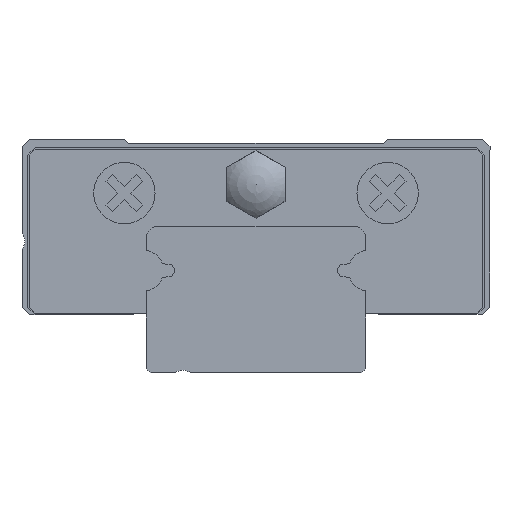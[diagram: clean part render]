
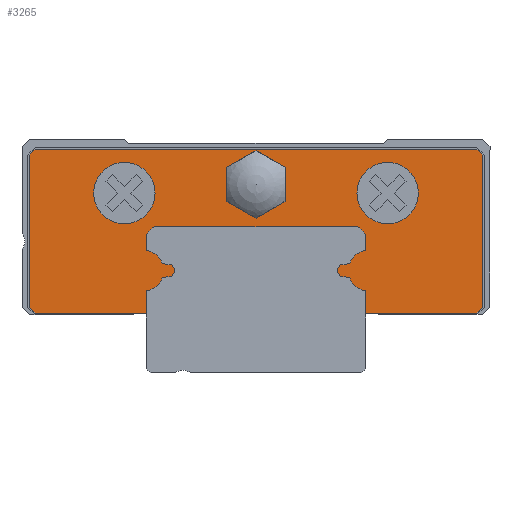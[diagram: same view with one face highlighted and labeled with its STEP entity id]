
A CAD part, front view. The second image highlights one B-rep face of the part: STEP entity #3265.
In plain terms, the highlighted planar face has unit normal (0, -1, 0).
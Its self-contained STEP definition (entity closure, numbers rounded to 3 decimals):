
#112=LINE('',#5842,#498);
#113=LINE('',#5845,#499);
#114=LINE('',#5847,#500);
#115=LINE('',#5849,#501);
#116=LINE('',#5851,#502);
#117=LINE('',#5853,#503);
#118=LINE('',#5855,#504);
#119=LINE('',#5859,#505);
#120=LINE('',#5863,#506);
#121=LINE('',#5867,#507);
#122=LINE('',#5871,#508);
#123=LINE('',#5875,#509);
#124=LINE('',#5879,#510);
#125=LINE('',#5883,#511);
#126=LINE('',#5887,#512);
#127=LINE('',#5889,#513);
#128=LINE('',#5891,#514);
#129=LINE('',#5893,#515);
#498=VECTOR('',#4922,1000.);
#499=VECTOR('',#4923,1000.);
#500=VECTOR('',#4924,1000.);
#501=VECTOR('',#4925,1000.);
#502=VECTOR('',#4926,1000.);
#503=VECTOR('',#4927,1000.);
#504=VECTOR('',#4928,1000.);
#505=VECTOR('',#4931,1000.);
#506=VECTOR('',#4934,1000.);
#507=VECTOR('',#4937,1000.);
#508=VECTOR('',#4940,1000.);
#509=VECTOR('',#4943,1000.);
#510=VECTOR('',#4946,1000.);
#511=VECTOR('',#4949,1000.);
#512=VECTOR('',#4952,1000.);
#513=VECTOR('',#4953,1000.);
#514=VECTOR('',#4954,1000.);
#515=VECTOR('',#4955,1000.);
#838=PLANE('',#4516);
#1139=ORIENTED_EDGE('',*,*,#1991,.T.);
#1140=ORIENTED_EDGE('',*,*,#1992,.F.);
#1141=ORIENTED_EDGE('',*,*,#1993,.T.);
#1142=ORIENTED_EDGE('',*,*,#1994,.T.);
#1143=ORIENTED_EDGE('',*,*,#1995,.T.);
#1144=ORIENTED_EDGE('',*,*,#1996,.T.);
#1145=ORIENTED_EDGE('',*,*,#1997,.T.);
#1146=ORIENTED_EDGE('',*,*,#1998,.T.);
#1147=ORIENTED_EDGE('',*,*,#1999,.T.);
#1148=ORIENTED_EDGE('',*,*,#2000,.T.);
#1149=ORIENTED_EDGE('',*,*,#2001,.T.);
#1150=ORIENTED_EDGE('',*,*,#2002,.T.);
#1151=ORIENTED_EDGE('',*,*,#2003,.T.);
#1152=ORIENTED_EDGE('',*,*,#2004,.T.);
#1153=ORIENTED_EDGE('',*,*,#2005,.T.);
#1154=ORIENTED_EDGE('',*,*,#2006,.T.);
#1155=ORIENTED_EDGE('',*,*,#2007,.T.);
#1156=ORIENTED_EDGE('',*,*,#2008,.T.);
#1157=ORIENTED_EDGE('',*,*,#2009,.T.);
#1158=ORIENTED_EDGE('',*,*,#2010,.T.);
#1159=ORIENTED_EDGE('',*,*,#2011,.T.);
#1160=ORIENTED_EDGE('',*,*,#2012,.T.);
#1161=ORIENTED_EDGE('',*,*,#2013,.T.);
#1162=ORIENTED_EDGE('',*,*,#2014,.T.);
#1163=ORIENTED_EDGE('',*,*,#2015,.T.);
#1164=ORIENTED_EDGE('',*,*,#2016,.T.);
#1165=ORIENTED_EDGE('',*,*,#2017,.T.);
#1166=ORIENTED_EDGE('',*,*,#2018,.T.);
#1167=ORIENTED_EDGE('',*,*,#2019,.F.);
#1991=EDGE_CURVE('',#2432,#2432,#2717,.T.);
#1992=EDGE_CURVE('',#2433,#2433,#2718,.T.);
#1993=EDGE_CURVE('',#2434,#2435,#112,.T.);
#1994=EDGE_CURVE('',#2435,#2436,#113,.T.);
#1995=EDGE_CURVE('',#2436,#2437,#114,.T.);
#1996=EDGE_CURVE('',#2437,#2438,#115,.T.);
#1997=EDGE_CURVE('',#2438,#2439,#116,.T.);
#1998=EDGE_CURVE('',#2439,#2440,#117,.T.);
#1999=EDGE_CURVE('',#2440,#2441,#118,.T.);
#2000=EDGE_CURVE('',#2441,#2442,#2719,.T.);
#2001=EDGE_CURVE('',#2442,#2443,#119,.T.);
#2002=EDGE_CURVE('',#2443,#2444,#2720,.T.);
#2003=EDGE_CURVE('',#2444,#2445,#120,.T.);
#2004=EDGE_CURVE('',#2445,#2446,#2721,.T.);
#2005=EDGE_CURVE('',#2446,#2447,#121,.T.);
#2006=EDGE_CURVE('',#2447,#2448,#2722,.T.);
#2007=EDGE_CURVE('',#2448,#2449,#122,.T.);
#2008=EDGE_CURVE('',#2449,#2450,#2723,.T.);
#2009=EDGE_CURVE('',#2450,#2451,#123,.T.);
#2010=EDGE_CURVE('',#2451,#2452,#2724,.T.);
#2011=EDGE_CURVE('',#2452,#2453,#124,.T.);
#2012=EDGE_CURVE('',#2453,#2454,#2725,.T.);
#2013=EDGE_CURVE('',#2454,#2455,#125,.T.);
#2014=EDGE_CURVE('',#2455,#2456,#2726,.T.);
#2015=EDGE_CURVE('',#2456,#2457,#126,.T.);
#2016=EDGE_CURVE('',#2457,#2458,#127,.T.);
#2017=EDGE_CURVE('',#2458,#2459,#128,.T.);
#2018=EDGE_CURVE('',#2459,#2434,#129,.T.);
#2019=EDGE_CURVE('',#2460,#2460,#2727,.T.);
#2432=VERTEX_POINT('',#5839);
#2433=VERTEX_POINT('',#5841);
#2434=VERTEX_POINT('',#5843);
#2435=VERTEX_POINT('',#5844);
#2436=VERTEX_POINT('',#5846);
#2437=VERTEX_POINT('',#5848);
#2438=VERTEX_POINT('',#5850);
#2439=VERTEX_POINT('',#5852);
#2440=VERTEX_POINT('',#5854);
#2441=VERTEX_POINT('',#5856);
#2442=VERTEX_POINT('',#5858);
#2443=VERTEX_POINT('',#5860);
#2444=VERTEX_POINT('',#5862);
#2445=VERTEX_POINT('',#5864);
#2446=VERTEX_POINT('',#5866);
#2447=VERTEX_POINT('',#5868);
#2448=VERTEX_POINT('',#5870);
#2449=VERTEX_POINT('',#5872);
#2450=VERTEX_POINT('',#5874);
#2451=VERTEX_POINT('',#5876);
#2452=VERTEX_POINT('',#5878);
#2453=VERTEX_POINT('',#5880);
#2454=VERTEX_POINT('',#5882);
#2455=VERTEX_POINT('',#5884);
#2456=VERTEX_POINT('',#5886);
#2457=VERTEX_POINT('',#5888);
#2458=VERTEX_POINT('',#5890);
#2459=VERTEX_POINT('',#5892);
#2460=VERTEX_POINT('',#5895);
#2717=CIRCLE('',#4517,1.23);
#2718=CIRCLE('',#4518,2.1);
#2719=CIRCLE('',#4519,1.4);
#2720=CIRCLE('',#4520,0.47);
#2721=CIRCLE('',#4521,1.4);
#2722=CIRCLE('',#4522,1.15);
#2723=CIRCLE('',#4523,1.15);
#2724=CIRCLE('',#4524,1.4);
#2725=CIRCLE('',#4525,0.47);
#2726=CIRCLE('',#4526,1.4);
#2727=CIRCLE('',#4527,2.1);
#2797=EDGE_LOOP('',(#1139));
#2798=EDGE_LOOP('',(#1140));
#2799=EDGE_LOOP('',(#1141,#1142,#1143,#1144,#1145,#1146,#1147,#1148,#1149,
#1150,#1151,#1152,#1153,#1154,#1155,#1156,#1157,#1158,#1159,#1160,#1161,
#1162,#1163,#1164,#1165,#1166));
#2800=EDGE_LOOP('',(#1167));
#3017=FACE_BOUND('',#2797,.T.);
#3018=FACE_BOUND('',#2798,.T.);
#3019=FACE_BOUND('',#2799,.T.);
#3020=FACE_BOUND('',#2800,.T.);
#3265=ADVANCED_FACE('',(#3017,#3018,#3019,#3020),#838,.T.);
#4516=AXIS2_PLACEMENT_3D('',#5837,#4916,#4917);
#4517=AXIS2_PLACEMENT_3D('',#5838,#4918,#4919);
#4518=AXIS2_PLACEMENT_3D('',#5840,#4920,#4921);
#4519=AXIS2_PLACEMENT_3D('',#5857,#4929,#4930);
#4520=AXIS2_PLACEMENT_3D('',#5861,#4932,#4933);
#4521=AXIS2_PLACEMENT_3D('',#5865,#4935,#4936);
#4522=AXIS2_PLACEMENT_3D('',#5869,#4938,#4939);
#4523=AXIS2_PLACEMENT_3D('',#5873,#4941,#4942);
#4524=AXIS2_PLACEMENT_3D('',#5877,#4944,#4945);
#4525=AXIS2_PLACEMENT_3D('',#5881,#4947,#4948);
#4526=AXIS2_PLACEMENT_3D('',#5885,#4950,#4951);
#4527=AXIS2_PLACEMENT_3D('',#5894,#4956,#4957);
#4916=DIRECTION('',(0.,-1.,0.));
#4917=DIRECTION('',(0.,0.,-1.));
#4918=DIRECTION('',(0.,1.,0.));
#4919=DIRECTION('',(0.,0.,-1.));
#4920=DIRECTION('',(0.,-1.,0.));
#4921=DIRECTION('',(1.,0.,0.));
#4922=DIRECTION('',(-0.707,0.,0.707));
#4923=DIRECTION('',(-1.,0.,0.));
#4924=DIRECTION('',(-0.707,0.,-0.707));
#4925=DIRECTION('',(0.,0.,-1.));
#4926=DIRECTION('',(0.707,0.,-0.707));
#4927=DIRECTION('',(1.,0.,0.));
#4928=DIRECTION('',(0.,0.,1.));
#4929=DIRECTION('',(0.,-1.,0.));
#4930=DIRECTION('',(1.,0.,0.));
#4931=DIRECTION('',(0.991,0.,0.135));
#4932=DIRECTION('',(0.,-1.,0.));
#4933=DIRECTION('',(-1.,0.,0.));
#4934=DIRECTION('',(-0.991,0.,0.135));
#4935=DIRECTION('',(0.,-1.,0.));
#4936=DIRECTION('',(1.,0.,0.));
#4937=DIRECTION('',(0.,0.,1.));
#4938=DIRECTION('',(0.,1.,0.));
#4939=DIRECTION('',(1.,0.,0.));
#4940=DIRECTION('',(1.,0.,0.));
#4941=DIRECTION('',(0.,1.,0.));
#4942=DIRECTION('',(1.,0.,0.));
#4943=DIRECTION('',(0.,0.,-1.));
#4944=DIRECTION('',(0.,-1.,0.));
#4945=DIRECTION('',(1.,0.,0.));
#4946=DIRECTION('',(-0.991,0.,-0.135));
#4947=DIRECTION('',(0.,-1.,0.));
#4948=DIRECTION('',(1.,0.,0.));
#4949=DIRECTION('',(0.991,0.,-0.135));
#4950=DIRECTION('',(0.,-1.,0.));
#4951=DIRECTION('',(1.,0.,0.));
#4952=DIRECTION('',(0.,0.,-1.));
#4953=DIRECTION('',(1.,0.,0.));
#4954=DIRECTION('',(0.707,0.,0.707));
#4955=DIRECTION('',(0.,0.,1.));
#4956=DIRECTION('',(0.,-1.,0.));
#4957=DIRECTION('',(1.,0.,0.));
#5837=CARTESIAN_POINT('',(-7.716,-28.5,7.));
#5838=CARTESIAN_POINT('',(0.,-28.5,12.9));
#5839=CARTESIAN_POINT('',(0.,-28.5,11.671));
#5840=CARTESIAN_POINT('',(9.,-28.5,12.3));
#5841=CARTESIAN_POINT('',(11.1,-28.5,12.3));
#5842=CARTESIAN_POINT('',(15.5,-28.5,14.9));
#5843=CARTESIAN_POINT('',(15.5,-28.5,14.9));
#5844=CARTESIAN_POINT('',(15.1,-28.5,15.3));
#5845=CARTESIAN_POINT('',(15.1,-28.5,15.3));
#5846=CARTESIAN_POINT('',(-15.1,-28.5,15.3));
#5847=CARTESIAN_POINT('',(-15.1,-28.5,15.3));
#5848=CARTESIAN_POINT('',(-15.5,-28.5,14.9));
#5849=CARTESIAN_POINT('',(-15.5,-28.5,14.9));
#5850=CARTESIAN_POINT('',(-15.5,-28.5,4.5));
#5851=CARTESIAN_POINT('',(-15.5,-28.5,4.5));
#5852=CARTESIAN_POINT('',(-15.1,-28.5,4.1));
#5853=CARTESIAN_POINT('',(-15.1,-28.5,4.1));
#5854=CARTESIAN_POINT('',(-7.5,-28.5,4.1));
#5855=CARTESIAN_POINT('',(-7.5,-28.5,4.1));
#5856=CARTESIAN_POINT('',(-7.5,-28.5,5.617));
#5857=CARTESIAN_POINT('',(-7.716,-28.5,7.));
#5858=CARTESIAN_POINT('',(-6.399,-28.5,6.526));
#5859=CARTESIAN_POINT('',(-6.399,-28.5,6.526));
#5860=CARTESIAN_POINT('',(-5.79,-28.5,6.609));
#5861=CARTESIAN_POINT('',(-6.05,-28.5,7.));
#5862=CARTESIAN_POINT('',(-5.79,-28.5,7.391));
#5863=CARTESIAN_POINT('',(-5.79,-28.5,7.391));
#5864=CARTESIAN_POINT('',(-6.399,-28.5,7.474));
#5865=CARTESIAN_POINT('',(-7.716,-28.5,7.));
#5866=CARTESIAN_POINT('',(-7.5,-28.5,8.383));
#5867=CARTESIAN_POINT('',(-7.5,-28.5,8.383));
#5868=CARTESIAN_POINT('',(-7.5,-28.5,9.419));
#5869=CARTESIAN_POINT('',(-6.45,-28.5,8.95));
#5870=CARTESIAN_POINT('',(-6.919,-28.5,10.));
#5871=CARTESIAN_POINT('',(-6.919,-28.5,10.));
#5872=CARTESIAN_POINT('',(6.919,-28.5,10.));
#5873=CARTESIAN_POINT('',(6.45,-28.5,8.95));
#5874=CARTESIAN_POINT('',(7.5,-28.5,9.419));
#5875=CARTESIAN_POINT('',(7.5,-28.5,9.419));
#5876=CARTESIAN_POINT('',(7.5,-28.5,8.383));
#5877=CARTESIAN_POINT('',(7.716,-28.5,7.));
#5878=CARTESIAN_POINT('',(6.399,-28.5,7.474));
#5879=CARTESIAN_POINT('',(6.399,-28.5,7.474));
#5880=CARTESIAN_POINT('',(5.79,-28.5,7.391));
#5881=CARTESIAN_POINT('',(6.05,-28.5,7.));
#5882=CARTESIAN_POINT('',(5.79,-28.5,6.609));
#5883=CARTESIAN_POINT('',(5.79,-28.5,6.609));
#5884=CARTESIAN_POINT('',(6.399,-28.5,6.526));
#5885=CARTESIAN_POINT('',(7.716,-28.5,7.));
#5886=CARTESIAN_POINT('',(7.5,-28.5,5.617));
#5887=CARTESIAN_POINT('',(7.5,-28.5,5.617));
#5888=CARTESIAN_POINT('',(7.5,-28.5,4.1));
#5889=CARTESIAN_POINT('',(7.5,-28.5,4.1));
#5890=CARTESIAN_POINT('',(15.1,-28.5,4.1));
#5891=CARTESIAN_POINT('',(15.1,-28.5,4.1));
#5892=CARTESIAN_POINT('',(15.5,-28.5,4.5));
#5893=CARTESIAN_POINT('',(15.5,-28.5,4.5));
#5894=CARTESIAN_POINT('',(-9.,-28.5,12.3));
#5895=CARTESIAN_POINT('',(-6.9,-28.5,12.3));
